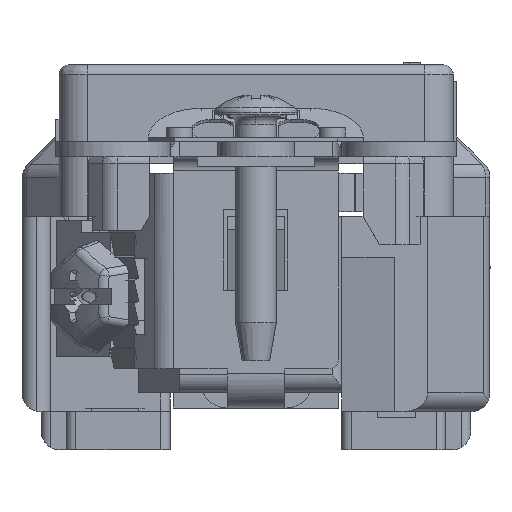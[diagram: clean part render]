
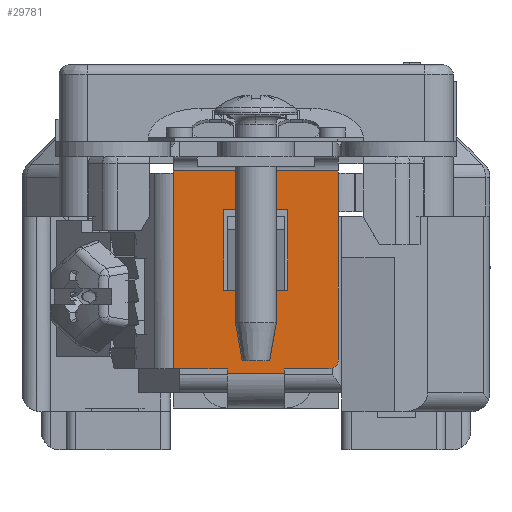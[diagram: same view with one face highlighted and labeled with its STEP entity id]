
A CAD part, front view. The second image highlights one B-rep face of the part: STEP entity #29781.
In plain terms, the highlighted planar face has unit normal (0, -1, 0).
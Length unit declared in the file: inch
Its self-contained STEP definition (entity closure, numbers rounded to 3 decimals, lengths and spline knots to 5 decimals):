
#64 = CARTESIAN_POINT ( 'NONE',  ( 0.26988, -1.38808, -0.219 ) ) ;
#1066 = CARTESIAN_POINT ( 'NONE',  ( -0.00012, -1.38808, 0.007 ) ) ;
#1634 = ORIENTED_EDGE ( 'NONE', *, *, #42408, .T. ) ;
#2268 = ORIENTED_EDGE ( 'NONE', *, *, #64727, .T. ) ;
#3578 = CARTESIAN_POINT ( 'NONE',  ( -0.09362, -1.38808, -0.2935 ) ) ;
#3830 = LINE ( 'NONE', #1066, #87859 ) ;
#5099 = CARTESIAN_POINT ( 'NONE',  ( 0.23888, -1.38808, -0.219 ) ) ;
#7300 = VERTEX_POINT ( 'NONE', #77493 ) ;
#8029 = ORIENTED_EDGE ( 'NONE', *, *, #94316, .T. ) ;
#9939 = VERTEX_POINT ( 'NONE', #89619 ) ;
#10205 = CARTESIAN_POINT ( 'NONE',  ( -0.27012, -1.38808, 0.066 ) ) ;
#11685 = VECTOR ( 'NONE', #50506, 39.37008 ) ;
#11689 = CARTESIAN_POINT ( 'NONE',  ( 0.23888, -1.38808, -0.25 ) ) ;
#14359 = VERTEX_POINT ( 'NONE', #90470 ) ;
#16799 = CARTESIAN_POINT ( 'NONE',  ( -0.27012, -1.38808, 0.39 ) ) ;
#19169 = VERTEX_POINT ( 'NONE', #16799 ) ;
#20710 = DIRECTION ( 'NONE',  ( 0., 0., 1. ) ) ;
#22376 = VERTEX_POINT ( 'NONE', #64 ) ;
#23231 = DIRECTION ( 'NONE',  ( 0., -1., 0. ) ) ;
#23707 = DIRECTION ( 'NONE',  ( 0., 0., 1. ) ) ;
#24512 = EDGE_CURVE ( 'NONE', #9939, #95739, #43220, .T. ) ;
#24730 = DIRECTION ( 'NONE',  ( 1., 0., 0. ) ) ;
#26133 = VERTEX_POINT ( 'NONE', #68717 ) ;
#27412 = EDGE_CURVE ( 'NONE', #52799, #100001, #115991, .T. ) ;
#27670 = VECTOR ( 'NONE', #118487, 39.37008 ) ;
#28519 = EDGE_CURVE ( 'NONE', #100001, #119093, #38223, .T. ) ;
#28705 = EDGE_CURVE ( 'NONE', #14359, #95739, #114713, .T. ) ;
#28804 = LINE ( 'NONE', #65571, #11685 ) ;
#28974 = VECTOR ( 'NONE', #75650, 39.37008 ) ;
#29781 = ADVANCED_FACE ( 'NONE', ( #90908, #100535 ), #62594, .T. ) ;
#31352 = LINE ( 'NONE', #3578, #58173 ) ;
#31717 = LINE ( 'NONE', #114275, #117993 ) ;
#32846 = VERTEX_POINT ( 'NONE', #118981 ) ;
#37665 = VECTOR ( 'NONE', #93377, 39.37008 ) ;
#38223 = LINE ( 'NONE', #102680, #89911 ) ;
#38348 = CARTESIAN_POINT ( 'NONE',  ( 0.09338, -1.38808, -0.25 ) ) ;
#39451 = EDGE_CURVE ( 'NONE', #22376, #32846, #31717, .T. ) ;
#41313 = ORIENTED_EDGE ( 'NONE', *, *, #66405, .T. ) ;
#42030 = CARTESIAN_POINT ( 'NONE',  ( -0.10512, -1.38808, 0.007 ) ) ;
#42139 = CARTESIAN_POINT ( 'NONE',  ( -0.27012, -1.38808, -0.25 ) ) ;
#42165 = ORIENTED_EDGE ( 'NONE', *, *, #69764, .F. ) ;
#42408 = EDGE_CURVE ( 'NONE', #32846, #14359, #102086, .T. ) ;
#43220 = LINE ( 'NONE', #45596, #27670 ) ;
#43424 = VECTOR ( 'NONE', #61726, 39.37008 ) ;
#43665 = CARTESIAN_POINT ( 'NONE',  ( -0.00012, -1.38808, 0.272 ) ) ;
#44846 = LINE ( 'NONE', #80471, #51770 ) ;
#45492 = AXIS2_PLACEMENT_3D ( 'NONE', #71601, #82463, #109534 ) ;
#45596 = CARTESIAN_POINT ( 'NONE',  ( -0.00012, -1.38808, 0.398 ) ) ;
#46003 = EDGE_CURVE ( 'NONE', #57827, #73219, #98587, .T. ) ;
#50506 = DIRECTION ( 'NONE',  ( 0., 0., -1. ) ) ;
#51770 = VECTOR ( 'NONE', #79878, 39.37008 ) ;
#52799 = VERTEX_POINT ( 'NONE', #100363 ) ;
#54291 = CARTESIAN_POINT ( 'NONE',  ( 0.26988, -1.38808, 0.398 ) ) ;
#55087 = CARTESIAN_POINT ( 'NONE',  ( -0.09362, -1.38808, -0.25 ) ) ;
#56548 = EDGE_CURVE ( 'NONE', #19169, #57827, #84116, .T. ) ;
#57408 = CARTESIAN_POINT ( 'NONE',  ( -0.00012, -1.38808, -0.266 ) ) ;
#57827 = VERTEX_POINT ( 'NONE', #42139 ) ;
#58173 = VECTOR ( 'NONE', #68723, 39.37008 ) ;
#58570 = LINE ( 'NONE', #57408, #100228 ) ;
#58752 = DIRECTION ( 'NONE',  ( -1., 0., 0. ) ) ;
#59165 = CARTESIAN_POINT ( 'NONE',  ( -0.00012, -1.38808, -0.25 ) ) ;
#61135 = VERTEX_POINT ( 'NONE', #38348 ) ;
#61300 = ORIENTED_EDGE ( 'NONE', *, *, #28705, .T. ) ;
#61674 = ORIENTED_EDGE ( 'NONE', *, *, #24512, .F. ) ;
#61726 = DIRECTION ( 'NONE',  ( 1., 0., 0. ) ) ;
#62594 = PLANE ( 'NONE',  #45492 ) ;
#63179 = ORIENTED_EDGE ( 'NONE', *, *, #28519, .T. ) ;
#64296 = ORIENTED_EDGE ( 'NONE', *, *, #75715, .F. ) ;
#64382 = VERTEX_POINT ( 'NONE', #42030 ) ;
#64727 = EDGE_CURVE ( 'NONE', #98361, #22376, #79276, .T. ) ;
#65571 = CARTESIAN_POINT ( 'NONE',  ( 0.09338, -1.38808, -0.314 ) ) ;
#66228 = EDGE_CURVE ( 'NONE', #61135, #98361, #88640, .T. ) ;
#66405 = EDGE_CURVE ( 'NONE', #9939, #19169, #110858, .T. ) ;
#66999 = DIRECTION ( 'NONE',  ( 1., 0., 0. ) ) ;
#67888 = DIRECTION ( 'NONE',  ( 0., 0., 1. ) ) ;
#68717 = CARTESIAN_POINT ( 'NONE',  ( 0.09338, -1.38808, -0.266 ) ) ;
#68723 = DIRECTION ( 'NONE',  ( 0., 0., 1. ) ) ;
#69088 = DIRECTION ( 'NONE',  ( 1., 0., 0. ) ) ;
#69764 = EDGE_CURVE ( 'NONE', #61135, #26133, #28804, .T. ) ;
#71601 = CARTESIAN_POINT ( 'NONE',  ( -0.27012, -1.38808, -0.266 ) ) ;
#72564 = ORIENTED_EDGE ( 'NONE', *, *, #105368, .T. ) ;
#73219 = VERTEX_POINT ( 'NONE', #55087 ) ;
#73459 = AXIS2_PLACEMENT_3D ( 'NONE', #5099, #23231, #114829 ) ;
#73754 = ORIENTED_EDGE ( 'NONE', *, *, #56548, .T. ) ;
#74448 = CARTESIAN_POINT ( 'NONE',  ( -0.27012, -1.38808, 0.066 ) ) ;
#75650 = DIRECTION ( 'NONE',  ( 0., 0., -1. ) ) ;
#75715 = EDGE_CURVE ( 'NONE', #7300, #73219, #31352, .T. ) ;
#76781 = ORIENTED_EDGE ( 'NONE', *, *, #46003, .T. ) ;
#77375 = DIRECTION ( 'NONE',  ( 0., 0., -1. ) ) ;
#77493 = CARTESIAN_POINT ( 'NONE',  ( -0.09362, -1.38808, -0.266 ) ) ;
#79276 = CIRCLE ( 'NONE', #73459, 0.031 ) ;
#79352 = CARTESIAN_POINT ( 'NONE',  ( -0.00012, -1.38808, -0.25 ) ) ;
#79878 = DIRECTION ( 'NONE',  ( 0., 0., 1. ) ) ;
#80471 = CARTESIAN_POINT ( 'NONE',  ( -0.10512, -1.38808, 0.066 ) ) ;
#82463 = DIRECTION ( 'NONE',  ( 0., -1., 0. ) ) ;
#84116 = LINE ( 'NONE', #74448, #28974 ) ;
#87859 = VECTOR ( 'NONE', #58752, 39.37008 ) ;
#88182 = CARTESIAN_POINT ( 'NONE',  ( 0.26988, -1.38808, 0.066 ) ) ;
#88640 = LINE ( 'NONE', #59165, #91570 ) ;
#89619 = CARTESIAN_POINT ( 'NONE',  ( -0.27012, -1.38808, 0.398 ) ) ;
#89911 = VECTOR ( 'NONE', #77375, 39.37008 ) ;
#90470 = CARTESIAN_POINT ( 'NONE',  ( 0.26988, -1.38808, 0.39 ) ) ;
#90908 = FACE_BOUND ( 'NONE', #100619, .T. ) ;
#90964 = ORIENTED_EDGE ( 'NONE', *, *, #39451, .T. ) ;
#91570 = VECTOR ( 'NONE', #24730, 39.37008 ) ;
#93377 = DIRECTION ( 'NONE',  ( 0., 0., -1. ) ) ;
#93401 = CARTESIAN_POINT ( 'NONE',  ( 0.10488, -1.38808, 0.007 ) ) ;
#94316 = EDGE_CURVE ( 'NONE', #64382, #52799, #44846, .T. ) ;
#95739 = VERTEX_POINT ( 'NONE', #54291 ) ;
#98361 = VERTEX_POINT ( 'NONE', #11689 ) ;
#98587 = LINE ( 'NONE', #79352, #105306 ) ;
#99254 = ORIENTED_EDGE ( 'NONE', *, *, #102610, .T. ) ;
#100001 = VERTEX_POINT ( 'NONE', #107627 ) ;
#100031 = EDGE_LOOP ( 'NONE', ( #118379, #2268, #90964, #1634, #61300, #61674, #41313, #73754, #76781, #64296, #72564, #42165 ) ) ;
#100228 = VECTOR ( 'NONE', #66999, 39.37008 ) ;
#100363 = CARTESIAN_POINT ( 'NONE',  ( -0.10512, -1.38808, 0.272 ) ) ;
#100535 = FACE_OUTER_BOUND ( 'NONE', #100031, .T. ) ;
#100619 = EDGE_LOOP ( 'NONE', ( #99254, #8029, #105025, #63179 ) ) ;
#102086 = LINE ( 'NONE', #103290, #115047 ) ;
#102610 = EDGE_CURVE ( 'NONE', #119093, #64382, #3830, .T. ) ;
#102680 = CARTESIAN_POINT ( 'NONE',  ( 0.10488, -1.38808, 0.066 ) ) ;
#103290 = CARTESIAN_POINT ( 'NONE',  ( 0.26988, -1.38808, 0.066 ) ) ;
#105025 = ORIENTED_EDGE ( 'NONE', *, *, #27412, .T. ) ;
#105306 = VECTOR ( 'NONE', #69088, 39.37008 ) ;
#105368 = EDGE_CURVE ( 'NONE', #7300, #26133, #58570, .T. ) ;
#107627 = CARTESIAN_POINT ( 'NONE',  ( 0.10488, -1.38808, 0.272 ) ) ;
#109534 = DIRECTION ( 'NONE',  ( 1., 0., 0. ) ) ;
#110858 = LINE ( 'NONE', #10205, #37665 ) ;
#114275 = CARTESIAN_POINT ( 'NONE',  ( 0.26988, -1.38808, 0.066 ) ) ;
#114713 = LINE ( 'NONE', #88182, #118243 ) ;
#114829 = DIRECTION ( 'NONE',  ( 0., 0., -1. ) ) ;
#115047 = VECTOR ( 'NONE', #20710, 39.37008 ) ;
#115991 = LINE ( 'NONE', #43665, #43424 ) ;
#117993 = VECTOR ( 'NONE', #67888, 39.37008 ) ;
#118243 = VECTOR ( 'NONE', #23707, 39.37008 ) ;
#118379 = ORIENTED_EDGE ( 'NONE', *, *, #66228, .T. ) ;
#118487 = DIRECTION ( 'NONE',  ( 1., 0., 0. ) ) ;
#118981 = CARTESIAN_POINT ( 'NONE',  ( 0.26988, -1.38808, 0.265 ) ) ;
#119093 = VERTEX_POINT ( 'NONE', #93401 ) ;
